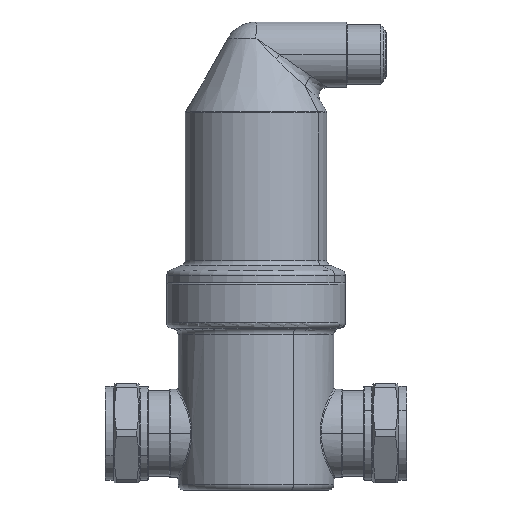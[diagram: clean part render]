
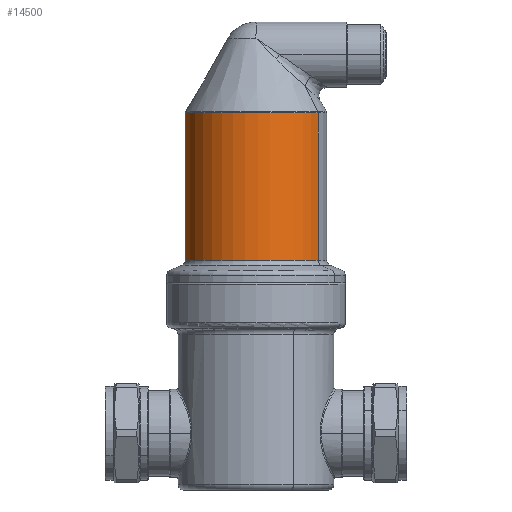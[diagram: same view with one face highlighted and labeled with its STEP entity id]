
A CAD part, front view. The second image highlights one B-rep face of the part: STEP entity #14500.
In plain terms, the highlighted cylindrical face has radius 25 mm (diameter 50 mm), a partial arc.
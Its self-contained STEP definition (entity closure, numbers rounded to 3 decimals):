
#14379=AXIS2_PLACEMENT_3D('Circle Axis2P3D',#14377,#14378,$) ;
#14473=AXIS2_PLACEMENT_3D('Cylinder Axis2P3D',#14470,#14471,#14472) ;
#14484=AXIS2_PLACEMENT_3D('Circle Axis2P3D',#14482,#14483,$) ;
#14374=CARTESIAN_POINT('Vertex',(11.986,21.94,20.)) ;
#14377=CARTESIAN_POINT('Axis2P3D Location',(0.,0.,20.)) ;
#14381=CARTESIAN_POINT('Vertex',(-11.986,-21.94,20.)) ;
#14470=CARTESIAN_POINT('Axis2P3D Location',(0.,0.,52.)) ;
#14475=CARTESIAN_POINT('Line Origine',(11.986,21.94,45.965)) ;
#14479=CARTESIAN_POINT('Vertex',(11.986,21.94,71.931)) ;
#14482=CARTESIAN_POINT('Axis2P3D Location',(0.,0.,71.931)) ;
#14486=CARTESIAN_POINT('Vertex',(-11.986,-21.94,71.931)) ;
#14489=CARTESIAN_POINT('Line Origine',(-11.986,-21.94,45.965)) ;
#14378=DIRECTION('Axis2P3D Direction',(0.,0.,-1.)) ;
#14471=DIRECTION('Axis2P3D Direction',(0.,0.,-1.)) ;
#14472=DIRECTION('Axis2P3D XDirection',(0.479,0.878,0.)) ;
#14476=DIRECTION('Vector Direction',(0.,0.,-1.)) ;
#14483=DIRECTION('Axis2P3D Direction',(0.,0.,-1.)) ;
#14490=DIRECTION('Vector Direction',(0.,0.,-1.)) ;
#14477=VECTOR('Line Direction',#14476,1.) ;
#14491=VECTOR('Line Direction',#14490,1.) ;
#14495=ORIENTED_EDGE('',*,*,#14383,.F.) ;
#14496=ORIENTED_EDGE('',*,*,#14481,.T.) ;
#14497=ORIENTED_EDGE('',*,*,#14488,.T.) ;
#14498=ORIENTED_EDGE('',*,*,#14493,.F.) ;
#14500=ADVANCED_FACE('Hauptk\X2\00F6\X0\rper',(#14499),#14474,.T.) ;
#14380=CIRCLE('generated circle',#14379,25.) ;
#14485=CIRCLE('generated circle',#14484,25.) ;
#14474=CYLINDRICAL_SURFACE('generated cylinder',#14473,25.) ;
#14383=EDGE_CURVE('',#14375,#14382,#14380,.T.) ;
#14481=EDGE_CURVE('',#14375,#14480,#14478,.F.) ;
#14488=EDGE_CURVE('',#14480,#14487,#14485,.T.) ;
#14493=EDGE_CURVE('',#14382,#14487,#14492,.F.) ;
#14494=EDGE_LOOP('',(#14495,#14496,#14497,#14498)) ;
#14499=FACE_OUTER_BOUND('',#14494,.T.) ;
#14478=LINE('Line',#14475,#14477) ;
#14492=LINE('Line',#14489,#14491) ;
#14375=VERTEX_POINT('',#14374) ;
#14382=VERTEX_POINT('',#14381) ;
#14480=VERTEX_POINT('',#14479) ;
#14487=VERTEX_POINT('',#14486) ;
